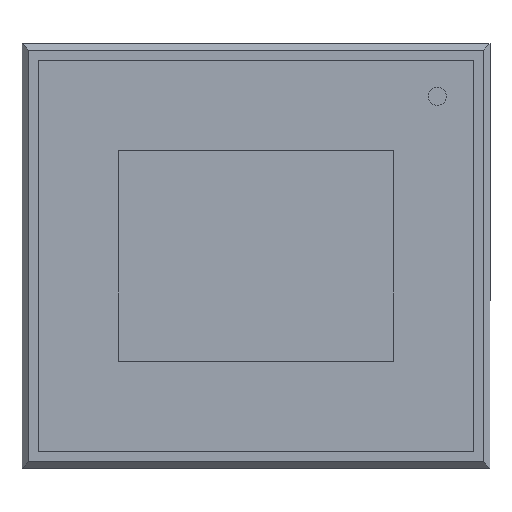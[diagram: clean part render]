
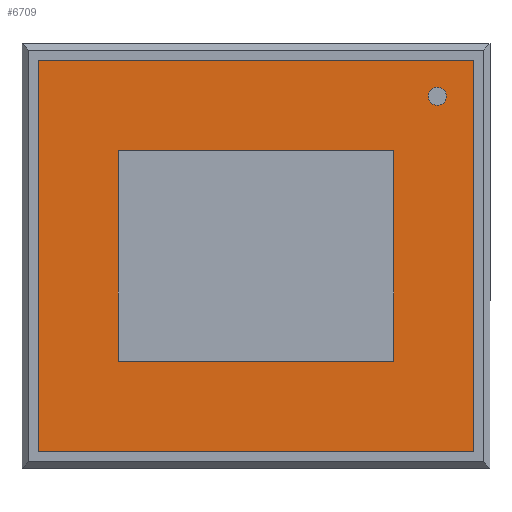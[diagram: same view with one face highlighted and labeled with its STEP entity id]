
A CAD part, top view. The second image highlights one B-rep face of the part: STEP entity #6709.
In plain terms, the highlighted planar face has unit normal (0, 0, 1).
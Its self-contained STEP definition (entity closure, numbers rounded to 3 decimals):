
#6374=CARTESIAN_POINT('',(4.75,4.4,2.15));
#6375=VERTEX_POINT('',#6374);
#6384=CARTESIAN_POINT('',(5.25,4.4,2.15));
#6385=VERTEX_POINT('',#6384);
#6386=CARTESIAN_POINT('',(5.,4.4,2.15));
#6387=DIRECTION('',(0.0,0.0,-1.0));
#6388=DIRECTION('',(-1.0,0.0,0.0));
#6389=AXIS2_PLACEMENT_3D('',#6386,#6387,#6388);
#6390=CIRCLE('',#6389,0.25);
#6391=EDGE_CURVE('',#6385,#6375,#6390,.T.);
#6425=CARTESIAN_POINT('',(5.,4.4,2.15));
#6426=DIRECTION('',(0.0,0.0,-1.0));
#6427=DIRECTION('',(-1.0,0.0,0.0));
#6428=AXIS2_PLACEMENT_3D('',#6425,#6426,#6427);
#6429=CIRCLE('',#6428,0.25);
#6430=EDGE_CURVE('',#6375,#6385,#6429,.T.);
#6452=CARTESIAN_POINT('',(-3.8,-2.9,2.15));
#6453=VERTEX_POINT('',#6452);
#6468=CARTESIAN_POINT('',(-3.8,2.9,2.15));
#6469=VERTEX_POINT('',#6468);
#6476=CARTESIAN_POINT('',(-3.8,-2.9,2.15));
#6477=DIRECTION('',(0.0,1.0,0.0));
#6478=VECTOR('',#6477,5.8);
#6479=LINE('',#6476,#6478);
#6480=EDGE_CURVE('',#6453,#6469,#6479,.T.);
#6492=CARTESIAN_POINT('',(6.,5.4,2.15));
#6493=VERTEX_POINT('',#6492);
#6500=CARTESIAN_POINT('',(6.,-5.4,2.15));
#6501=VERTEX_POINT('',#6500);
#6502=CARTESIAN_POINT('',(6.,-5.4,2.15));
#6503=DIRECTION('',(0.0,1.0,0.0));
#6504=VECTOR('',#6503,10.8);
#6505=LINE('',#6502,#6504);
#6506=EDGE_CURVE('',#6501,#6493,#6505,.T.);
#6539=CARTESIAN_POINT('',(3.8,2.9,2.15));
#6540=VERTEX_POINT('',#6539);
#6547=CARTESIAN_POINT('',(-3.8,2.9,2.15));
#6548=DIRECTION('',(1.0,0.0,0.0));
#6549=VECTOR('',#6548,7.6);
#6550=LINE('',#6547,#6549);
#6551=EDGE_CURVE('',#6469,#6540,#6550,.T.);
#6616=CARTESIAN_POINT('',(-6.,-5.4,2.15));
#6617=VERTEX_POINT('',#6616);
#6618=CARTESIAN_POINT('',(-6.,-5.4,2.15));
#6619=DIRECTION('',(1.0,0.0,0.0));
#6620=VECTOR('',#6619,12.);
#6621=LINE('',#6618,#6620);
#6622=EDGE_CURVE('',#6617,#6501,#6621,.T.);
#6641=CARTESIAN_POINT('',(3.8,-2.9,2.15));
#6642=VERTEX_POINT('',#6641);
#6643=CARTESIAN_POINT('',(3.8,-2.9,2.15));
#6644=DIRECTION('',(-1.0,0.0,0.0));
#6645=VECTOR('',#6644,7.6);
#6646=LINE('',#6643,#6645);
#6647=EDGE_CURVE('',#6642,#6453,#6646,.T.);
#6667=CARTESIAN_POINT('',(3.8,2.9,2.15));
#6668=DIRECTION('',(0.0,-1.0,0.0));
#6669=VECTOR('',#6668,5.8);
#6670=LINE('',#6667,#6669);
#6671=EDGE_CURVE('',#6540,#6642,#6670,.T.);
#6676=CARTESIAN_POINT('',(-0.6,0.,2.15));
#6677=DIRECTION('',(0.0,0.0,-1.0));
#6678=DIRECTION('',(-1.0,0.0,0.0));
#6679=AXIS2_PLACEMENT_3D('',#6676,#6677,#6678);
#6680=PLANE('',#6679);
#6681=CARTESIAN_POINT('',(-6.,5.4,2.15));
#6682=VERTEX_POINT('',#6681);
#6683=CARTESIAN_POINT('',(6.,5.4,2.15));
#6684=DIRECTION('',(-1.0,0.0,0.0));
#6685=VECTOR('',#6684,12.);
#6686=LINE('',#6683,#6685);
#6687=EDGE_CURVE('',#6493,#6682,#6686,.T.);
#6688=ORIENTED_EDGE('',*,*,#6687,.T.);
#6689=CARTESIAN_POINT('',(-6.,5.4,2.15));
#6690=DIRECTION('',(0.0,-1.0,0.0));
#6691=VECTOR('',#6690,10.8);
#6692=LINE('',#6689,#6691);
#6693=EDGE_CURVE('',#6682,#6617,#6692,.T.);
#6694=ORIENTED_EDGE('',*,*,#6693,.T.);
#6695=ORIENTED_EDGE('',*,*,#6622,.T.);
#6696=ORIENTED_EDGE('',*,*,#6506,.T.);
#6697=EDGE_LOOP('',(#6688,#6694,#6695,#6696));
#6698=FACE_OUTER_BOUND('',#6697,.T.);
#6699=ORIENTED_EDGE('',*,*,#6391,.T.);
#6700=ORIENTED_EDGE('',*,*,#6430,.T.);
#6701=EDGE_LOOP('',(#6699,#6700));
#6702=FACE_BOUND('',#6701,.T.);
#6703=ORIENTED_EDGE('',*,*,#6671,.T.);
#6704=ORIENTED_EDGE('',*,*,#6647,.T.);
#6705=ORIENTED_EDGE('',*,*,#6480,.T.);
#6706=ORIENTED_EDGE('',*,*,#6551,.T.);
#6707=EDGE_LOOP('',(#6703,#6704,#6705,#6706));
#6708=FACE_BOUND('',#6707,.T.);
#6709=ADVANCED_FACE('',(#6698,#6702,#6708),#6680,.F.);
